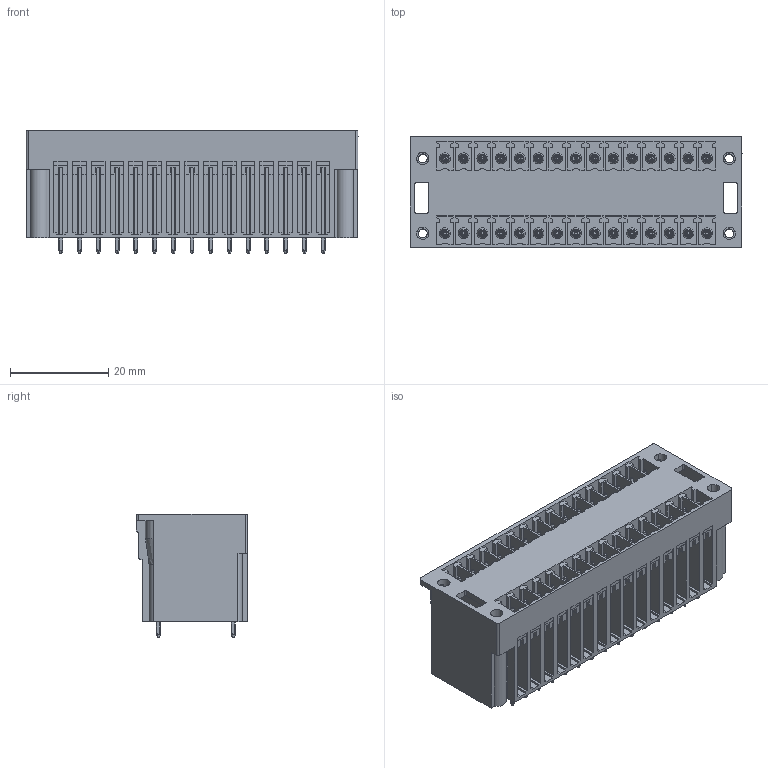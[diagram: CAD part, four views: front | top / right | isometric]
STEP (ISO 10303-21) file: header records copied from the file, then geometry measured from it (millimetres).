
FILE_DESCRIPTION(('CATIA V5 STEP Exchange','CAx-IF Rec.Pracs.--- Model Styling and Organization---1.2---2011-12-15'),'2;1');
FILE_NAME ('D1447206_0', '2018-10-05T07:20:50+00:00', ('none'), ('Weidmueller'), 'CATIA Version 5-6 Release 2014', 'CATIA V5 STEP AP214', 'none');
FILE_SCHEMA(('AUTOMOTIVE_DESIGN { 1 0 10303 214 1 1 1 1 }'));
Products named in the file (1): 1031640000
Bounding box: 67.54 x 22.7 x 25.1 mm (x, y, z)
Volume: 24323.6 mm3; surface area: 17840.5 mm2
Topology: 31 solids, 31 shells, 1767 faces, 4812 edges, 3186 vertices
Faces by surface type: plane 1141, cylinder 372, cone 194, torus 60
Entity records: 56930 total; most frequent: CARTESIAN_POINT 16769, ORIENTED_EDGE 9624, DIRECTION 5969, EDGE_CURVE 4812, VECTOR 3322, LINE 3322, VERTEX_POINT 3186, EDGE_LOOP 1948
